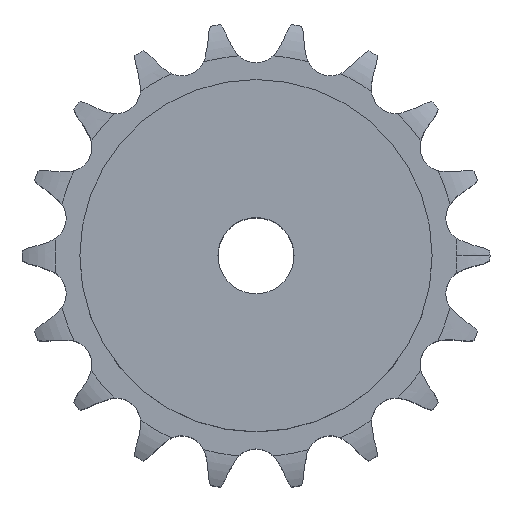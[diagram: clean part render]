
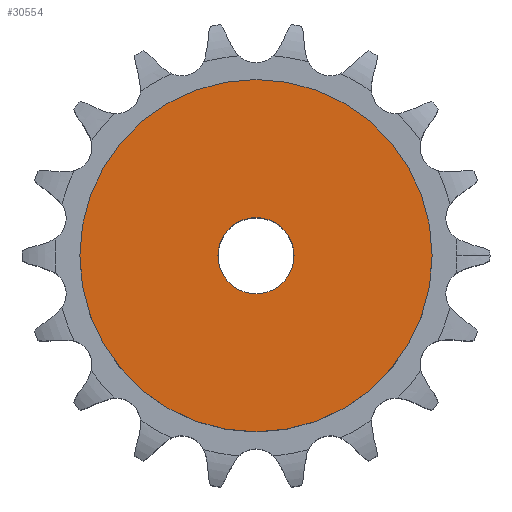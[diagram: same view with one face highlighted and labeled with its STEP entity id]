
A CAD part, top view. The second image highlights one B-rep face of the part: STEP entity #30554.
In plain terms, the highlighted planar face has unit normal (0, 0, 1).
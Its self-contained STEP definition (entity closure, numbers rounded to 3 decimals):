
#16500 = CYLINDRICAL_SURFACE('',#16501,8.);
#16501 = AXIS2_PLACEMENT_3D('',#16502,#16503,#16504);
#16502 = CARTESIAN_POINT('',(0.,0.,164.71));
#16503 = DIRECTION('',(0.,0.,1.));
#16504 = DIRECTION('',(1.,0.,0.));
#21092 = EDGE_CURVE('',#21093,#21093,#21095,.T.);
#21093 = VERTEX_POINT('',#21094);
#21094 = CARTESIAN_POINT('',(8.,0.,60.));
#21095 = SURFACE_CURVE('',#21096,(#21101,#21108),.PCURVE_S1.);
#21096 = CIRCLE('',#21097,8.);
#21097 = AXIS2_PLACEMENT_3D('',#21098,#21099,#21100);
#21098 = CARTESIAN_POINT('',(0.,0.,60.));
#21099 = DIRECTION('',(0.,0.,1.));
#21100 = DIRECTION('',(1.,0.,0.));
#21101 = PCURVE('',#16500,#21102);
#21102 = DEFINITIONAL_REPRESENTATION('',(#21103),#21107);
#21103 = LINE('',#21104,#21105);
#21104 = CARTESIAN_POINT('',(0.,-104.71));
#21105 = VECTOR('',#21106,1.);
#21106 = DIRECTION('',(1.,0.));
#21107 = ( GEOMETRIC_REPRESENTATION_CONTEXT(2) 
PARAMETRIC_REPRESENTATION_CONTEXT() REPRESENTATION_CONTEXT('2D SPACE',''
  ) );
#21108 = PCURVE('',#21109,#21114);
#21109 = PLANE('',#21110);
#21110 = AXIS2_PLACEMENT_3D('',#21111,#21112,#21113);
#21111 = CARTESIAN_POINT('',(0.,0.,60.)
  );
#21112 = DIRECTION('',(0.,0.,1.));
#21113 = DIRECTION('',(1.,0.,0.));
#21114 = DEFINITIONAL_REPRESENTATION('',(#21115),#21119);
#21115 = CIRCLE('',#21116,8.);
#21116 = AXIS2_PLACEMENT_2D('',#21117,#21118);
#21117 = CARTESIAN_POINT('',(0.,0.));
#21118 = DIRECTION('',(1.,0.));
#21119 = ( GEOMETRIC_REPRESENTATION_CONTEXT(2) 
PARAMETRIC_REPRESENTATION_CONTEXT() REPRESENTATION_CONTEXT('2D SPACE',''
  ) );
#30554 = ADVANCED_FACE('',(#30555,#30586),#21109,.T.);
#30555 = FACE_BOUND('',#30556,.T.);
#30556 = EDGE_LOOP('',(#30557));
#30557 = ORIENTED_EDGE('',*,*,#30558,.T.);
#30558 = EDGE_CURVE('',#30559,#30559,#30561,.T.);
#30559 = VERTEX_POINT('',#30560);
#30560 = CARTESIAN_POINT('',(37.,0.,60.));
#30561 = SURFACE_CURVE('',#30562,(#30567,#30574),.PCURVE_S1.);
#30562 = CIRCLE('',#30563,37.);
#30563 = AXIS2_PLACEMENT_3D('',#30564,#30565,#30566);
#30564 = CARTESIAN_POINT('',(0.,0.,60.));
#30565 = DIRECTION('',(0.,0.,1.));
#30566 = DIRECTION('',(1.,0.,0.));
#30567 = PCURVE('',#21109,#30568);
#30568 = DEFINITIONAL_REPRESENTATION('',(#30569),#30573);
#30569 = CIRCLE('',#30570,37.);
#30570 = AXIS2_PLACEMENT_2D('',#30571,#30572);
#30571 = CARTESIAN_POINT('',(0.,0.));
#30572 = DIRECTION('',(1.,0.));
#30573 = ( GEOMETRIC_REPRESENTATION_CONTEXT(2) 
PARAMETRIC_REPRESENTATION_CONTEXT() REPRESENTATION_CONTEXT('2D SPACE',''
  ) );
#30574 = PCURVE('',#30575,#30580);
#30575 = CYLINDRICAL_SURFACE('',#30576,37.);
#30576 = AXIS2_PLACEMENT_3D('',#30577,#30578,#30579);
#30577 = CARTESIAN_POINT('',(0.,0.,0.));
#30578 = DIRECTION('',(-0.,-0.,-1.));
#30579 = DIRECTION('',(1.,0.,0.));
#30580 = DEFINITIONAL_REPRESENTATION('',(#30581),#30585);
#30581 = LINE('',#30582,#30583);
#30582 = CARTESIAN_POINT('',(-0.,-60.));
#30583 = VECTOR('',#30584,1.);
#30584 = DIRECTION('',(-1.,0.));
#30585 = ( GEOMETRIC_REPRESENTATION_CONTEXT(2) 
PARAMETRIC_REPRESENTATION_CONTEXT() REPRESENTATION_CONTEXT('2D SPACE',''
  ) );
#30586 = FACE_BOUND('',#30587,.T.);
#30587 = EDGE_LOOP('',(#30588));
#30588 = ORIENTED_EDGE('',*,*,#21092,.F.);
